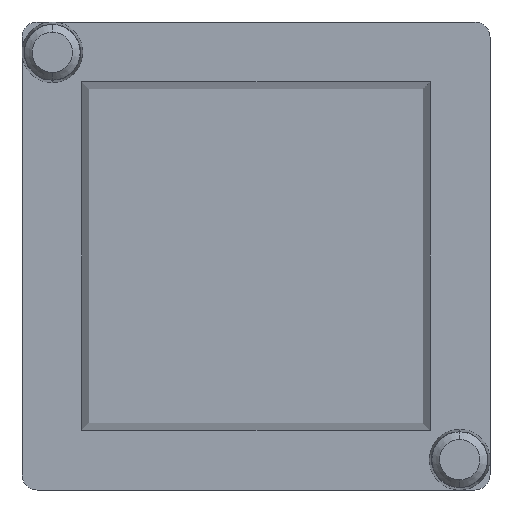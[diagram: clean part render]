
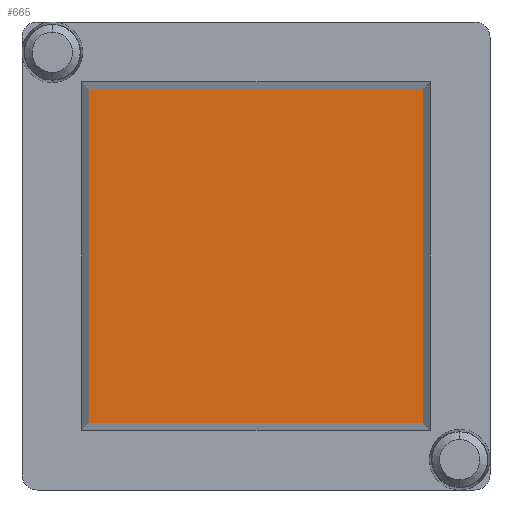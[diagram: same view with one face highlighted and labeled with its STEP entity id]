
A CAD part, front view. The second image highlights one B-rep face of the part: STEP entity #665.
In plain terms, the highlighted planar face has unit normal (0, -1, 0).
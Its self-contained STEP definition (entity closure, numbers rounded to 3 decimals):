
#38 = EDGE_CURVE ( 'NONE', #959, #815, #779, .T. ) ;
#104 = DIRECTION ( 'NONE',  ( 0., 0., -1. ) ) ;
#128 = DIRECTION ( 'NONE',  ( 0., 0., -1. ) ) ;
#197 = CARTESIAN_POINT ( 'NONE',  ( -1.677, 2.067, -1.677 ) ) ;
#267 = VERTEX_POINT ( 'NONE', #506 ) ;
#295 = EDGE_CURVE ( 'NONE', #1147, #267, #935, .T. ) ;
#301 = ORIENTED_EDGE ( 'NONE', *, *, #723, .T. ) ;
#334 = CARTESIAN_POINT ( 'NONE',  ( 0., 2.067, -1.677 ) ) ;
#339 = ORIENTED_EDGE ( 'NONE', *, *, #975, .T. ) ;
#375 = AXIS2_PLACEMENT_3D ( 'NONE', #557, #660, #128 ) ;
#382 = PLANE ( 'NONE',  #375 ) ;
#434 = VECTOR ( 'NONE', #479, 1000. ) ;
#444 = LINE ( 'NONE', #813, #850 ) ;
#479 = DIRECTION ( 'NONE',  ( 0., 0., 1. ) ) ;
#506 = CARTESIAN_POINT ( 'NONE',  ( -1.677, 2.067, 1.677 ) ) ;
#526 = VECTOR ( 'NONE', #961, 1000. ) ;
#557 = CARTESIAN_POINT ( 'NONE',  ( 0., 2.067, 0. ) ) ;
#567 = FACE_OUTER_BOUND ( 'NONE', #739, .T. ) ;
#660 = DIRECTION ( 'NONE',  ( 0., -1., 0. ) ) ;
#665 = ADVANCED_FACE ( 'NONE', ( #567 ), #382, .T. ) ;
#696 = ORIENTED_EDGE ( 'NONE', *, *, #295, .T. ) ;
#723 = EDGE_CURVE ( 'NONE', #815, #1147, #917, .T. ) ;
#725 = CARTESIAN_POINT ( 'NONE',  ( 1.677, 2.067, -1.677 ) ) ;
#739 = EDGE_LOOP ( 'NONE', ( #339, #807, #301, #696 ) ) ;
#779 = LINE ( 'NONE', #334, #526 ) ;
#807 = ORIENTED_EDGE ( 'NONE', *, *, #38, .T. ) ;
#813 = CARTESIAN_POINT ( 'NONE',  ( -1.677, 2.067, 0. ) ) ;
#815 = VERTEX_POINT ( 'NONE', #725 ) ;
#850 = VECTOR ( 'NONE', #104, 1000. ) ;
#917 = LINE ( 'NONE', #1019, #434 ) ;
#935 = LINE ( 'NONE', #1053, #1145 ) ;
#959 = VERTEX_POINT ( 'NONE', #197 ) ;
#961 = DIRECTION ( 'NONE',  ( 1., 0., 0. ) ) ;
#975 = EDGE_CURVE ( 'NONE', #267, #959, #444, .T. ) ;
#1019 = CARTESIAN_POINT ( 'NONE',  ( 1.677, 2.067, 0. ) ) ;
#1053 = CARTESIAN_POINT ( 'NONE',  ( 0., 2.067, 1.677 ) ) ;
#1109 = CARTESIAN_POINT ( 'NONE',  ( 1.677, 2.067, 1.677 ) ) ;
#1144 = DIRECTION ( 'NONE',  ( -1., 0., 0. ) ) ;
#1145 = VECTOR ( 'NONE', #1144, 1000. ) ;
#1147 = VERTEX_POINT ( 'NONE', #1109 ) ;
